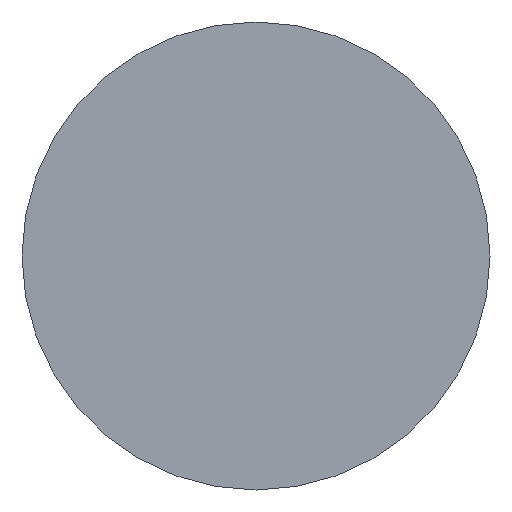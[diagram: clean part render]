
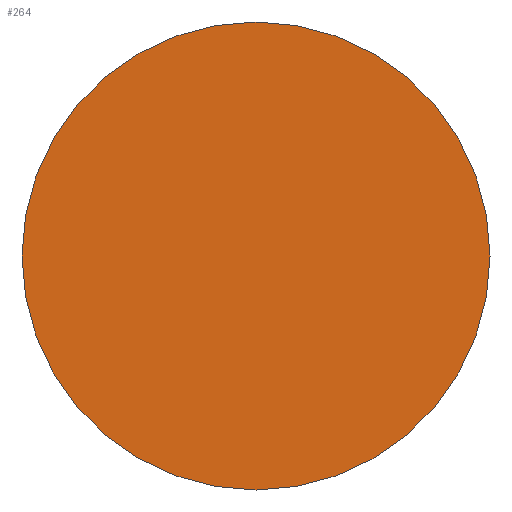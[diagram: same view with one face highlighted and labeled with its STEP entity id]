
A CAD part, front view. The second image highlights one B-rep face of the part: STEP entity #264.
In plain terms, the highlighted planar face has unit normal (0, -1, 0).
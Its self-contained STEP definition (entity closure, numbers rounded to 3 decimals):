
#7 = AXIS2_PLACEMENT_3D ( 'NONE', #246, #138, #134 ) ;
#22 = CARTESIAN_POINT ( 'NONE',  ( 22.777, -4.5, 0. ) ) ;
#23 = CARTESIAN_POINT ( 'NONE',  ( 22.777, -4.5, -29. ) ) ;
#34 = DIRECTION ( 'NONE',  ( 0., 0., 1. ) ) ;
#44 = AXIS2_PLACEMENT_3D ( 'NONE', #83, #57, #56 ) ;
#56 = DIRECTION ( 'NONE',  ( 0., 0., 1. ) ) ;
#57 = DIRECTION ( 'NONE',  ( 0., 1., 0. ) ) ;
#60 = DIRECTION ( 'NONE',  ( 0., 1., 0. ) ) ;
#68 = EDGE_LOOP ( 'NONE', ( #244, #125 ) ) ;
#81 = CIRCLE ( 'NONE', #7, 14.5 ) ;
#83 = CARTESIAN_POINT ( 'NONE',  ( 22.777, -4.5, -14.5 ) ) ;
#86 = PLANE ( 'NONE',  #90 ) ;
#89 = VERTEX_POINT ( 'NONE', #23 ) ;
#90 = AXIS2_PLACEMENT_3D ( 'NONE', #248, #60, #34 ) ;
#107 = CIRCLE ( 'NONE', #44, 14.5 ) ;
#120 = VERTEX_POINT ( 'NONE', #22 ) ;
#125 = ORIENTED_EDGE ( 'NONE', *, *, #289, .F. ) ;
#134 = DIRECTION ( 'NONE',  ( 0., 0., 1. ) ) ;
#138 = DIRECTION ( 'NONE',  ( 0., 1., 0. ) ) ;
#168 = FACE_OUTER_BOUND ( 'NONE', #68, .T. ) ;
#216 = EDGE_CURVE ( 'NONE', #89, #120, #107, .T. ) ;
#244 = ORIENTED_EDGE ( 'NONE', *, *, #216, .F. ) ;
#246 = CARTESIAN_POINT ( 'NONE',  ( 22.777, -4.5, -14.5 ) ) ;
#248 = CARTESIAN_POINT ( 'NONE',  ( 22.777, -4.5, -14.5 ) ) ;
#264 = ADVANCED_FACE ( 'NONE', ( #168 ), #86, .F. ) ;
#289 = EDGE_CURVE ( 'NONE', #120, #89, #81, .T. ) ;
